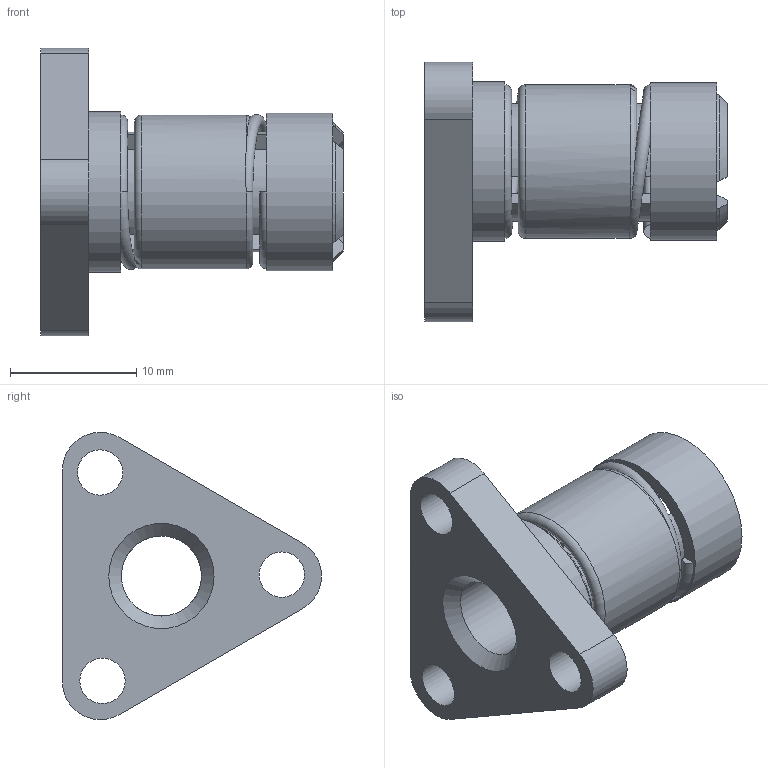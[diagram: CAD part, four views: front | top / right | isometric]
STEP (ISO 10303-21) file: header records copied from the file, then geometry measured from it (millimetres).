
FILE_DESCRIPTION(/* description */ (''),/* implementation_level */ '2;1');
FILE_NAME(/* name */ 'LSNUT-AFAE-UK.stp',/* time_stamp */ '2021-05-06T14:13:01+02:00',/* author */ ('patrick.rehse'),/* organization */ (''),/* preprocessor_version */ 'ST-DEVELOPER v17.2',/* originating_system */ 'Autodesk Inventor 2019',/* authorisation */ '');
FILE_SCHEMA (('AUTOMOTIVE_DESIGN { 1 0 10303 214 3 1 1 }'));
Length unit declared in the file: millimetre
Products named in the file (4): LSNUT-Zero; LSNUT-Zero-Base-v02; LSNUT-Zero-Sleeve; 0C0480-0420750M(LE=11.55)
Assembly tree (3 placements, depth 2):
  LSNUT-Zero
    LSNUT-Zero-Base-v02
    LSNUT-Zero-Sleeve
    0C0480-0420750M(LE=11.55)
Bounding box: 24 x 20.55 x 22.8 mm (x, y, z)
Volume: 2255.9 mm3; surface area: 3198.6 mm2
Topology: 3 solids, 3 shells, 64 faces, 179 edges, 120 vertices
Faces by surface type: plane 21, cylinder 21, cone 12, torus 10
Full cylindrical faces by diameter (mm): 3.6 x3, 6.35 x1, 9.5 x1, 10.05 x1, 12.19 x1, 12.5 x1, 12.7 x1
Entity records: 2583 total; most frequent: CARTESIAN_POINT 770, DIRECTION 362, ORIENTED_EDGE 358, EDGE_CURVE 179, AXIS2_PLACEMENT_3D 156, VERTEX_POINT 120, CIRCLE 85, EDGE_LOOP 75
